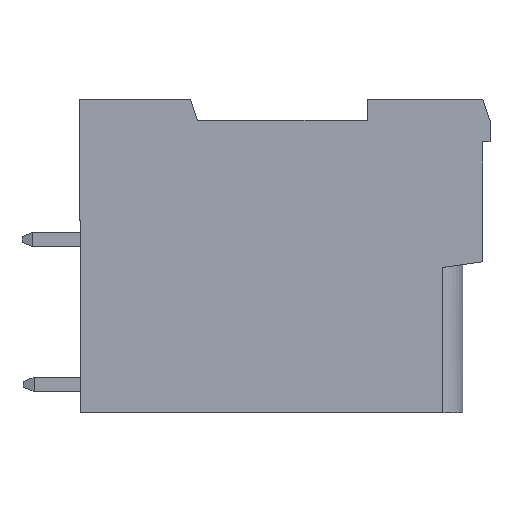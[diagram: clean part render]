
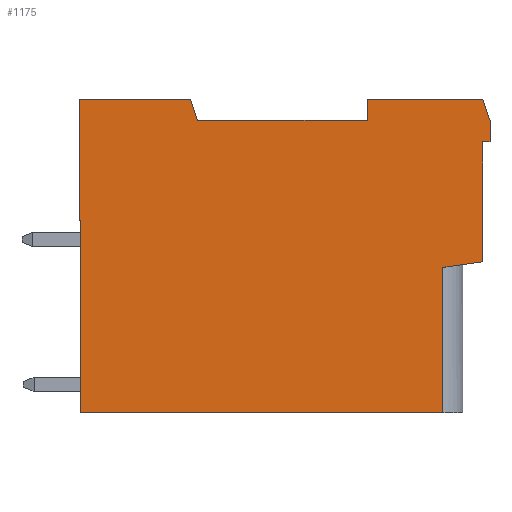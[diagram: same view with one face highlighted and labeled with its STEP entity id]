
A CAD part, left-side view. The second image highlights one B-rep face of the part: STEP entity #1175.
In plain terms, the highlighted planar face has unit normal (-1, 0, 0).
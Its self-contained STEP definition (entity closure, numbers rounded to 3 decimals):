
#1175 = ADVANCED_FACE( '', ( #2362 ), #2363, .T. );
#2362 = FACE_OUTER_BOUND( '', #3572, .T. );
#2363 = PLANE( '', #3573 );
#3572 = EDGE_LOOP( '', ( #6735, #6736, #6737, #6738, #6739, #6740, #6741, #6742, #6743, #6744, #6745, #6746, #6747, #6748, #6749 ) );
#3573 = AXIS2_PLACEMENT_3D( '', #6750, #6751, #6752 );
#6735 = ORIENTED_EDGE( '', *, *, #7596, .T. );
#6736 = ORIENTED_EDGE( '', *, *, #8246, .T. );
#6737 = ORIENTED_EDGE( '', *, *, #7389, .T. );
#6738 = ORIENTED_EDGE( '', *, *, #7621, .T. );
#6739 = ORIENTED_EDGE( '', *, *, #7949, .T. );
#6740 = ORIENTED_EDGE( '', *, *, #7632, .T. );
#6741 = ORIENTED_EDGE( '', *, *, #7911, .F. );
#6742 = ORIENTED_EDGE( '', *, *, #7868, .T. );
#6743 = ORIENTED_EDGE( '', *, *, #8531, .T. );
#6744 = ORIENTED_EDGE( '', *, *, #8142, .T. );
#6745 = ORIENTED_EDGE( '', *, *, #8443, .T. );
#6746 = ORIENTED_EDGE( '', *, *, #8469, .T. );
#6747 = ORIENTED_EDGE( '', *, *, #8181, .T. );
#6748 = ORIENTED_EDGE( '', *, *, #8574, .T. );
#6749 = ORIENTED_EDGE( '', *, *, #7845, .T. );
#6750 = CARTESIAN_POINT( '', ( -10.16, 0., 0. ) );
#6751 = DIRECTION( '', ( -1., 0., 0. ) );
#6752 = DIRECTION( '', ( 0., 0., 1. ) );
#7389 = EDGE_CURVE( '', #8823, #8824, #8825, .T. );
#7596 = EDGE_CURVE( '', #9199, #9197, #9200, .T. );
#7621 = EDGE_CURVE( '', #8824, #9242, #9244, .F. );
#7632 = EDGE_CURVE( '', #9261, #9262, #9263, .T. );
#7845 = EDGE_CURVE( '', #9609, #9199, #9610, .F. );
#7868 = EDGE_CURVE( '', #9649, #9647, #9650, .T. );
#7911 = EDGE_CURVE( '', #9649, #9262, #9715, .T. );
#7949 = EDGE_CURVE( '', #9242, #9261, #9770, .T. );
#8142 = EDGE_CURVE( '', #10055, #10053, #10056, .T. );
#8181 = EDGE_CURVE( '', #10116, #10117, #10118, .T. );
#8246 = EDGE_CURVE( '', #9197, #8823, #10208, .T. );
#8443 = EDGE_CURVE( '', #10053, #10478, #10480, .T. );
#8469 = EDGE_CURVE( '', #10478, #10116, #10513, .T. );
#8531 = EDGE_CURVE( '', #9647, #10055, #10589, .T. );
#8574 = EDGE_CURVE( '', #10117, #9609, #10639, .T. );
#8823 = VERTEX_POINT( '', #10933 );
#8824 = VERTEX_POINT( '', #10934 );
#8825 = LINE( '', #10935, #10936 );
#9197 = VERTEX_POINT( '', #11516 );
#9199 = VERTEX_POINT( '', #11519 );
#9200 = LINE( '', #11520, #11521 );
#9242 = VERTEX_POINT( '', #11580 );
#9244 = LINE( '', #11583, #11584 );
#9261 = VERTEX_POINT( '', #11608 );
#9262 = VERTEX_POINT( '', #11609 );
#9263 = LINE( '', #11610, #11611 );
#9609 = VERTEX_POINT( '', #12116 );
#9610 = LINE( '', #12117, #12118 );
#9647 = VERTEX_POINT( '', #12174 );
#9649 = VERTEX_POINT( '', #12177 );
#9650 = LINE( '', #12178, #12179 );
#9715 = LINE( '', #12274, #12275 );
#9770 = LINE( '', #12392, #12393 );
#10053 = VERTEX_POINT( '', #12850 );
#10055 = VERTEX_POINT( '', #12852 );
#10056 = LINE( '', #12853, #12854 );
#10116 = VERTEX_POINT( '', #12943 );
#10117 = VERTEX_POINT( '', #12944 );
#10118 = LINE( '', #12945, #12946 );
#10208 = LINE( '', #13078, #13079 );
#10478 = VERTEX_POINT( '', #13539 );
#10480 = LINE( '', #13542, #13543 );
#10513 = LINE( '', #13593, #13594 );
#10589 = LINE( '', #13710, #13711 );
#10639 = LINE( '', #13790, #13791 );
#10933 = CARTESIAN_POINT( '', ( -10.16, -5.95, 9.5 ) );
#10934 = CARTESIAN_POINT( '', ( -10.16, 5.95, 9.5 ) );
#10935 = CARTESIAN_POINT( '', ( -10.16, -5.95, 9.5 ) );
#10936 = VECTOR( '', #14145, 1000. );
#11516 = CARTESIAN_POINT( '', ( -10.16, -5.95, 11. ) );
#11519 = CARTESIAN_POINT( '', ( -10.16, -14.05, 11. ) );
#11520 = CARTESIAN_POINT( '', ( -10.16, -14.55, 11. ) );
#11521 = VECTOR( '', #14331, 1000. );
#11580 = CARTESIAN_POINT( '', ( -10.16, 6.45, 11. ) );
#11583 = CARTESIAN_POINT( '', ( -10.16, 2.505, -0.835 ) );
#11584 = VECTOR( '', #14362, 1000. );
#11608 = CARTESIAN_POINT( '', ( -10.16, 14.25, 11. ) );
#11609 = CARTESIAN_POINT( '', ( -10.16, 14.25, 2.5 ) );
#11610 = CARTESIAN_POINT( '', ( -10.16, 14.25, 11. ) );
#11611 = VECTOR( '', #14370, 1000. );
#12116 = CARTESIAN_POINT( '', ( -10.16, -14.55, 9.5 ) );
#12117 = CARTESIAN_POINT( '', ( -10.16, -15.945, 5.315 ) );
#12118 = VECTOR( '', #14554, 1000. );
#12174 = CARTESIAN_POINT( '', ( -10.16, 14.15, -11. ) );
#12177 = CARTESIAN_POINT( '', ( -10.16, 14.15, 2.5 ) );
#12178 = CARTESIAN_POINT( '', ( -10.16, 14.15, 2.5 ) );
#12179 = VECTOR( '', #14575, 1000. );
#12274 = CARTESIAN_POINT( '', ( -10.16, 14.15, 2.5 ) );
#12275 = VECTOR( '', #14612, 1000. );
#12392 = CARTESIAN_POINT( '', ( -10.16, 5.95, 11. ) );
#12393 = VECTOR( '', #14648, 1000. );
#12850 = CARTESIAN_POINT( '', ( -10.16, -11.25, -0.8 ) );
#12852 = CARTESIAN_POINT( '', ( -10.16, -11.25, -11. ) );
#12853 = CARTESIAN_POINT( '', ( -10.16, -11.25, -11. ) );
#12854 = VECTOR( '', #14814, 1000. );
#12943 = CARTESIAN_POINT( '', ( -10.16, -14.05, 8. ) );
#12944 = CARTESIAN_POINT( '', ( -10.16, -14.55, 8. ) );
#12945 = CARTESIAN_POINT( '', ( -10.16, -14.55, 8. ) );
#12946 = VECTOR( '', #14853, 1000. );
#13078 = CARTESIAN_POINT( '', ( -10.16, -5.95, 11. ) );
#13079 = VECTOR( '', #14905, 1000. );
#13539 = CARTESIAN_POINT( '', ( -10.16, -14.05, -0.4 ) );
#13542 = CARTESIAN_POINT( '', ( -10.16, -11.25, -0.8 ) );
#13543 = VECTOR( '', #15064, 1000. );
#13593 = CARTESIAN_POINT( '', ( -10.16, -14.05, 8. ) );
#13594 = VECTOR( '', #15082, 1000. );
#13710 = CARTESIAN_POINT( '', ( -10.16, 14.25, -11. ) );
#13711 = VECTOR( '', #15126, 1000. );
#13790 = CARTESIAN_POINT( '', ( -10.16, -14.55, 8. ) );
#13791 = VECTOR( '', #15156, 1000. );
#14145 = DIRECTION( '', ( 0., 1., 0. ) );
#14331 = DIRECTION( '', ( 0., 1., 0. ) );
#14362 = DIRECTION( '', ( 0., -0.316, -0.949 ) );
#14370 = DIRECTION( '', ( 0., 0., -1. ) );
#14554 = DIRECTION( '', ( 0., -0.316, -0.949 ) );
#14575 = DIRECTION( '', ( 0., 0., -1. ) );
#14612 = DIRECTION( '', ( 0., 1., 0. ) );
#14648 = DIRECTION( '', ( 0., 1., 0. ) );
#14814 = DIRECTION( '', ( 0., 0., 1. ) );
#14853 = DIRECTION( '', ( 0., -1., 0. ) );
#14905 = DIRECTION( '', ( 0., 0., -1. ) );
#15064 = DIRECTION( '', ( 0., -0.99, 0.141 ) );
#15082 = DIRECTION( '', ( 0., 0., 1. ) );
#15126 = DIRECTION( '', ( 0., -1., 0. ) );
#15156 = DIRECTION( '', ( 0., 0., 1. ) );
